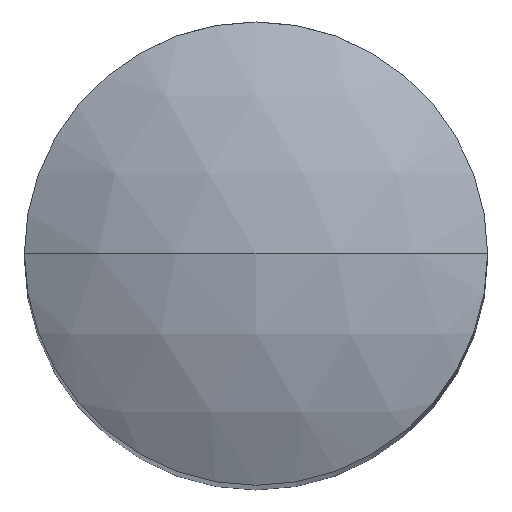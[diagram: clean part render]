
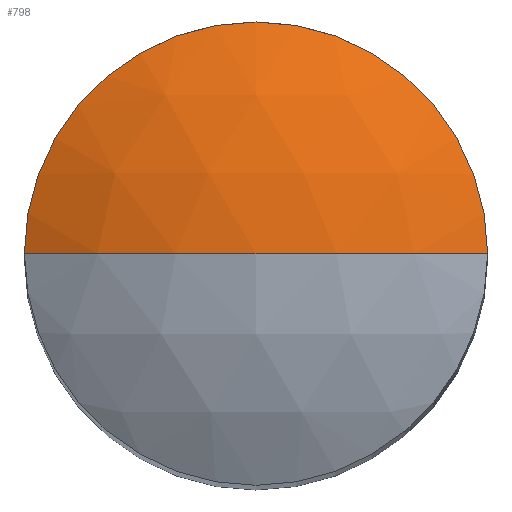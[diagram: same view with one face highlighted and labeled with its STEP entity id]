
A CAD part, top view. The second image highlights one B-rep face of the part: STEP entity #798.
In plain terms, the highlighted spherical face has radius 8 mm.
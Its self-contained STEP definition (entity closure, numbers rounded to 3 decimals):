
#30 = ORIENTED_EDGE ( 'NONE', *, *, #323, .T. ) ;
#91 = EDGE_CURVE ( 'NONE', #168, #768, #373, .T. ) ;
#97 = SPHERICAL_SURFACE ( 'NONE', #158, 8. ) ;
#130 = CARTESIAN_POINT ( 'NONE',  ( 0., 0., 17. ) ) ;
#137 = EDGE_CURVE ( 'NONE', #768, #210, #312, .T. ) ;
#153 = ORIENTED_EDGE ( 'NONE', *, *, #91, .F. ) ;
#154 = CARTESIAN_POINT ( 'NONE',  ( 4., 0., 23.928 ) ) ;
#158 = AXIS2_PLACEMENT_3D ( 'NONE', #442, #709, #511 ) ;
#168 = VERTEX_POINT ( 'NONE', #248 ) ;
#181 = DIRECTION ( 'NONE',  ( 1., 0., 0. ) ) ;
#191 = DIRECTION ( 'NONE',  ( 0., -1., 0. ) ) ;
#207 = DIRECTION ( 'NONE',  ( 0., 0., 1. ) ) ;
#210 = VERTEX_POINT ( 'NONE', #154 ) ;
#237 = AXIS2_PLACEMENT_3D ( 'NONE', #848, #191, #181 ) ;
#248 = CARTESIAN_POINT ( 'NONE',  ( 0., 0., 25. ) ) ;
#306 = CARTESIAN_POINT ( 'NONE',  ( -4., 0., 23.928 ) ) ;
#312 = CIRCLE ( 'NONE', #362, 4. ) ;
#315 = ORIENTED_EDGE ( 'NONE', *, *, #137, .F. ) ;
#323 = EDGE_CURVE ( 'NONE', #168, #210, #801, .T. ) ;
#362 = AXIS2_PLACEMENT_3D ( 'NONE', #563, #873, #684 ) ;
#373 = CIRCLE ( 'NONE', #237, 8. ) ;
#376 = AXIS2_PLACEMENT_3D ( 'NONE', #130, #628, #207 ) ;
#442 = CARTESIAN_POINT ( 'NONE',  ( 0., 0., 17. ) ) ;
#511 = DIRECTION ( 'NONE',  ( 1., 0., 0. ) ) ;
#538 = EDGE_LOOP ( 'NONE', ( #153, #30, #315 ) ) ;
#563 = CARTESIAN_POINT ( 'NONE',  ( 0., 0., 23.928 ) ) ;
#628 = DIRECTION ( 'NONE',  ( 0., 1., 0. ) ) ;
#684 = DIRECTION ( 'NONE',  ( -1., 0., 0. ) ) ;
#709 = DIRECTION ( 'NONE',  ( 0., -1., 0. ) ) ;
#768 = VERTEX_POINT ( 'NONE', #306 ) ;
#798 = ADVANCED_FACE ( 'NONE', ( #810 ), #97, .T. ) ;
#801 = CIRCLE ( 'NONE', #376, 8. ) ;
#810 = FACE_OUTER_BOUND ( 'NONE', #538, .T. ) ;
#848 = CARTESIAN_POINT ( 'NONE',  ( 0., 0., 17. ) ) ;
#873 = DIRECTION ( 'NONE',  ( 0., 0., -1. ) ) ;
